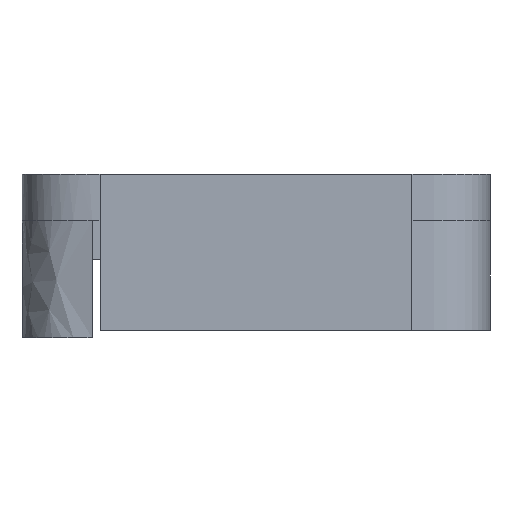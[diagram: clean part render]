
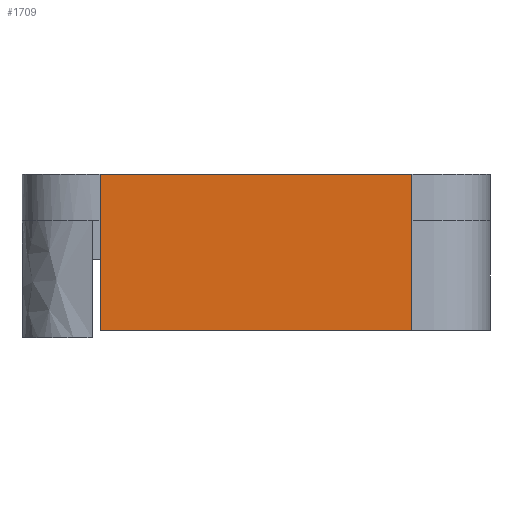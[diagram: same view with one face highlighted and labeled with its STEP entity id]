
A CAD part, left-side view. The second image highlights one B-rep face of the part: STEP entity #1709.
In plain terms, the highlighted planar face has unit normal (-1, 0, 0).
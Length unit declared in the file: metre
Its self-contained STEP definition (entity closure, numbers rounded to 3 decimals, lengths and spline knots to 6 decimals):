
#136=ORIENTED_EDGE('',*,*,#608,.F.);
#137=ORIENTED_EDGE('',*,*,#609,.F.);
#138=ORIENTED_EDGE('',*,*,#610,.F.);
#139=ORIENTED_EDGE('',*,*,#611,.F.);
#608=EDGE_CURVE('',#844,#845,#1014,.T.);
#609=EDGE_CURVE('',#846,#844,#1015,.T.);
#610=EDGE_CURVE('',#847,#846,#1016,.T.);
#611=EDGE_CURVE('',#845,#847,#1017,.T.);
#844=VERTEX_POINT('',#2439);
#845=VERTEX_POINT('',#2440);
#846=VERTEX_POINT('',#2442);
#847=VERTEX_POINT('',#2444);
#1014=LINE('',#2438,#1166);
#1015=LINE('',#2441,#1167);
#1016=LINE('',#2443,#1168);
#1017=LINE('',#2445,#1169);
#1166=VECTOR('',#1976,1.);
#1167=VECTOR('',#1977,1.);
#1168=VECTOR('',#1978,1.);
#1169=VECTOR('',#1979,1.);
#1318=EDGE_LOOP('',(#136,#137,#138,#139));
#1486=FACE_BOUND('',#1318,.T.);
#1654=PLANE('',#1817);
#1709=ADVANCED_FACE('',(#1486),#1654,.T.);
#1817=AXIS2_PLACEMENT_3D('',#2437,#1974,#1975);
#1974=DIRECTION('',(-1.,0.,0.));
#1975=DIRECTION('',(0.,0.,-1.));
#1976=DIRECTION('',(0.,1.,0.));
#1977=DIRECTION('',(0.,0.,-1.));
#1978=DIRECTION('',(0.,-1.,0.));
#1979=DIRECTION('',(0.,0.,1.));
#2437=CARTESIAN_POINT('',(-0.062,0.,0.));
#2438=CARTESIAN_POINT('',(-0.062,-0.02,-0.014));
#2439=CARTESIAN_POINT('',(-0.062,-0.02,-0.014));
#2440=CARTESIAN_POINT('',(-0.062,0.02,-0.014));
#2441=CARTESIAN_POINT('',(-0.062,-0.02,0.006));
#2442=CARTESIAN_POINT('',(-0.062,-0.02,0.006));
#2443=CARTESIAN_POINT('',(-0.062,0.02,0.006));
#2444=CARTESIAN_POINT('',(-0.062,0.02,0.006));
#2445=CARTESIAN_POINT('',(-0.062,0.02,0.));
